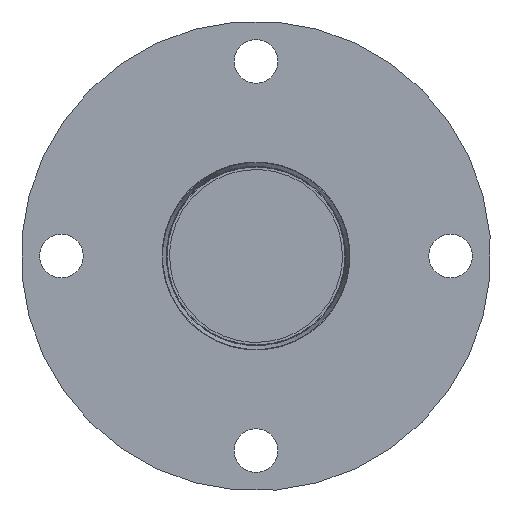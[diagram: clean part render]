
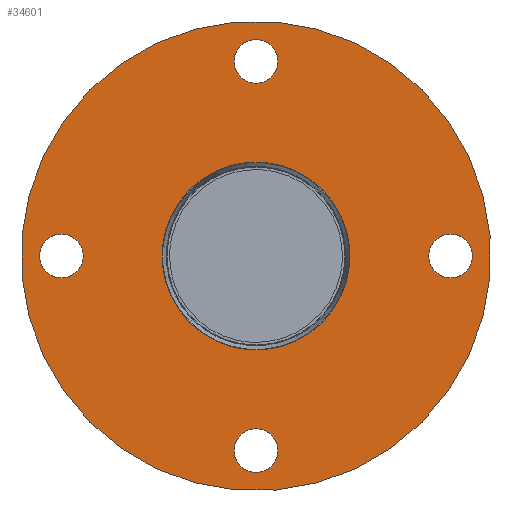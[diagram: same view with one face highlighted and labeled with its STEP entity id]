
A CAD part, front view. The second image highlights one B-rep face of the part: STEP entity #34601.
In plain terms, the highlighted planar face has unit normal (0, -1, 0).
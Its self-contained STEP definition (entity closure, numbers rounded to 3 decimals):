
#452 = CARTESIAN_POINT ( 'NONE',  ( 58., -20., 0. ) ) ;
#702 = EDGE_CURVE ( 'NONE', #3753, #12965, #5604, .T. ) ;
#835 = AXIS2_PLACEMENT_3D ( 'NONE', #14141, #17341, #33777 ) ;
#855 = VERTEX_POINT ( 'NONE', #27945 ) ;
#1063 = EDGE_CURVE ( 'NONE', #11023, #27690, #36024, .T. ) ;
#1410 = ORIENTED_EDGE ( 'NONE', *, *, #15394, .F. ) ;
#1896 = VERTEX_POINT ( 'NONE', #29674 ) ;
#2456 = CARTESIAN_POINT ( 'NONE',  ( 0., -20., 58. ) ) ;
#2858 = FACE_BOUND ( 'NONE', #12027, .T. ) ;
#3164 = AXIS2_PLACEMENT_3D ( 'NONE', #38770, #42115, #32555 ) ;
#3753 = VERTEX_POINT ( 'NONE', #32848 ) ;
#4103 = CARTESIAN_POINT ( 'NONE',  ( -58., -20., 0. ) ) ;
#4314 = ORIENTED_EDGE ( 'NONE', *, *, #1063, .F. ) ;
#4359 = AXIS2_PLACEMENT_3D ( 'NONE', #36512, #16905, #13571 ) ;
#5055 = ORIENTED_EDGE ( 'NONE', *, *, #34977, .F. ) ;
#5570 = EDGE_LOOP ( 'NONE', ( #12048, #17316 ) ) ;
#5604 = CIRCLE ( 'NONE', #4359, 6.5 ) ;
#5756 = AXIS2_PLACEMENT_3D ( 'NONE', #28181, #8469, #18415 ) ;
#5846 = ORIENTED_EDGE ( 'NONE', *, *, #22042, .F. ) ;
#5950 = FACE_BOUND ( 'NONE', #20041, .T. ) ;
#6079 = AXIS2_PLACEMENT_3D ( 'NONE', #22982, #9734, #26568 ) ;
#7864 = DIRECTION ( 'NONE',  ( 0., -1., 0. ) ) ;
#7991 = FACE_BOUND ( 'NONE', #23809, .T. ) ;
#8469 = DIRECTION ( 'NONE',  ( 0., -1., 0. ) ) ;
#8498 = FACE_BOUND ( 'NONE', #35880, .T. ) ;
#9734 = DIRECTION ( 'NONE',  ( 0., 1., 0. ) ) ;
#10214 = AXIS2_PLACEMENT_3D ( 'NONE', #27492, #10951, #14384 ) ;
#10241 = CIRCLE ( 'NONE', #18043, 70. ) ;
#10374 = DIRECTION ( 'NONE',  ( -0.707, 0., -0.707 ) ) ;
#10865 = DIRECTION ( 'NONE',  ( 0., -1., 0. ) ) ;
#10951 = DIRECTION ( 'NONE',  ( 0., 1., 0. ) ) ;
#11023 = VERTEX_POINT ( 'NONE', #17243 ) ;
#12027 = EDGE_LOOP ( 'NONE', ( #30463, #20283 ) ) ;
#12048 = ORIENTED_EDGE ( 'NONE', *, *, #25432, .F. ) ;
#12357 = DIRECTION ( 'NONE',  ( 0., -1., 0. ) ) ;
#12385 = DIRECTION ( 'NONE',  ( 0., -1., 0. ) ) ;
#12555 = AXIS2_PLACEMENT_3D ( 'NONE', #25597, #38860, #25035 ) ;
#12965 = VERTEX_POINT ( 'NONE', #17420 ) ;
#13571 = DIRECTION ( 'NONE',  ( -0.707, 0., -0.707 ) ) ;
#14141 = CARTESIAN_POINT ( 'NONE',  ( 0., -20., 0. ) ) ;
#14346 = EDGE_CURVE ( 'NONE', #12965, #3753, #31472, .T. ) ;
#14384 = DIRECTION ( 'NONE',  ( 0.707, 0., 0.707 ) ) ;
#15175 = ORIENTED_EDGE ( 'NONE', *, *, #14346, .F. ) ;
#15394 = EDGE_CURVE ( 'NONE', #855, #40308, #28911, .T. ) ;
#15483 = CARTESIAN_POINT ( 'NONE',  ( 0., -20., 0. ) ) ;
#15499 = CARTESIAN_POINT ( 'NONE',  ( 19.799, -20., 19.799 ) ) ;
#15782 = CIRCLE ( 'NONE', #10214, 28. ) ;
#16217 = AXIS2_PLACEMENT_3D ( 'NONE', #452, #26787, #10374 ) ;
#16227 = CIRCLE ( 'NONE', #12555, 6.5 ) ;
#16905 = DIRECTION ( 'NONE',  ( 0., -1., 0. ) ) ;
#17243 = CARTESIAN_POINT ( 'NONE',  ( 53.404, -20., -4.596 ) ) ;
#17316 = ORIENTED_EDGE ( 'NONE', *, *, #17406, .F. ) ;
#17341 = DIRECTION ( 'NONE',  ( 0., 1., 0. ) ) ;
#17406 = EDGE_CURVE ( 'NONE', #1896, #27049, #25792, .T. ) ;
#17420 = CARTESIAN_POINT ( 'NONE',  ( -62.596, -20., -4.596 ) ) ;
#18043 = AXIS2_PLACEMENT_3D ( 'NONE', #15483, #35081, #41300 ) ;
#18089 = CIRCLE ( 'NONE', #19971, 6.5 ) ;
#18415 = DIRECTION ( 'NONE',  ( -0.707, 0., -0.707 ) ) ;
#19311 = PLANE ( 'NONE',  #3164 ) ;
#19892 = EDGE_LOOP ( 'NONE', ( #15175, #37314 ) ) ;
#19971 = AXIS2_PLACEMENT_3D ( 'NONE', #40036, #7864, #37417 ) ;
#20041 = EDGE_LOOP ( 'NONE', ( #1410, #5846 ) ) ;
#20283 = ORIENTED_EDGE ( 'NONE', *, *, #41805, .F. ) ;
#20769 = AXIS2_PLACEMENT_3D ( 'NONE', #32133, #12385, #35448 ) ;
#21234 = CARTESIAN_POINT ( 'NONE',  ( 4.596, -20., 62.596 ) ) ;
#21885 = DIRECTION ( 'NONE',  ( -0.707, 0., -0.707 ) ) ;
#22042 = EDGE_CURVE ( 'NONE', #40308, #855, #33565, .T. ) ;
#22982 = CARTESIAN_POINT ( 'NONE',  ( 0., -20., 0. ) ) ;
#23556 = AXIS2_PLACEMENT_3D ( 'NONE', #2456, #12357, #21885 ) ;
#23809 = EDGE_LOOP ( 'NONE', ( #28006, #28251 ) ) ;
#24122 = DIRECTION ( 'NONE',  ( -0.707, 0., -0.707 ) ) ;
#24785 = CIRCLE ( 'NONE', #23556, 6.5 ) ;
#25035 = DIRECTION ( 'NONE',  ( -0.707, 0., -0.707 ) ) ;
#25432 = EDGE_CURVE ( 'NONE', #27049, #1896, #10241, .T. ) ;
#25597 = CARTESIAN_POINT ( 'NONE',  ( 58., -20., 0. ) ) ;
#25624 = CIRCLE ( 'NONE', #835, 28. ) ;
#25792 = CIRCLE ( 'NONE', #6079, 70. ) ;
#26568 = DIRECTION ( 'NONE',  ( 0.707, 0., 0.707 ) ) ;
#26787 = DIRECTION ( 'NONE',  ( 0., -1., 0. ) ) ;
#27049 = VERTEX_POINT ( 'NONE', #36361 ) ;
#27492 = CARTESIAN_POINT ( 'NONE',  ( 0., -20., 0. ) ) ;
#27690 = VERTEX_POINT ( 'NONE', #31464 ) ;
#27945 = CARTESIAN_POINT ( 'NONE',  ( -4.596, -20., -62.596 ) ) ;
#28006 = ORIENTED_EDGE ( 'NONE', *, *, #32996, .T. ) ;
#28181 = CARTESIAN_POINT ( 'NONE',  ( 0., -20., -58. ) ) ;
#28251 = ORIENTED_EDGE ( 'NONE', *, *, #31797, .T. ) ;
#28865 = AXIS2_PLACEMENT_3D ( 'NONE', #4103, #10865, #24122 ) ;
#28911 = CIRCLE ( 'NONE', #5756, 6.5 ) ;
#29349 = VERTEX_POINT ( 'NONE', #15499 ) ;
#29674 = CARTESIAN_POINT ( 'NONE',  ( 49.497, -20., 49.497 ) ) ;
#30290 = CARTESIAN_POINT ( 'NONE',  ( -19.799, -20., -19.799 ) ) ;
#30463 = ORIENTED_EDGE ( 'NONE', *, *, #42065, .F. ) ;
#30782 = CARTESIAN_POINT ( 'NONE',  ( -4.596, -20., 53.404 ) ) ;
#31319 = VERTEX_POINT ( 'NONE', #30782 ) ;
#31464 = CARTESIAN_POINT ( 'NONE',  ( 62.596, -20., 4.596 ) ) ;
#31472 = CIRCLE ( 'NONE', #28865, 6.5 ) ;
#31797 = EDGE_CURVE ( 'NONE', #29349, #37562, #25624, .T. ) ;
#32078 = CARTESIAN_POINT ( 'NONE',  ( 4.596, -20., -53.404 ) ) ;
#32133 = CARTESIAN_POINT ( 'NONE',  ( 0., -20., -58. ) ) ;
#32555 = DIRECTION ( 'NONE',  ( 0.707, 0., 0.707 ) ) ;
#32848 = CARTESIAN_POINT ( 'NONE',  ( -53.404, -20., 4.596 ) ) ;
#32996 = EDGE_CURVE ( 'NONE', #37562, #29349, #15782, .T. ) ;
#33565 = CIRCLE ( 'NONE', #20769, 6.5 ) ;
#33777 = DIRECTION ( 'NONE',  ( 0.707, 0., 0.707 ) ) ;
#34601 = ADVANCED_FACE ( 'NONE', ( #41526, #7991, #5950, #2858, #8498, #42073 ), #19311, .F. ) ;
#34977 = EDGE_CURVE ( 'NONE', #27690, #11023, #16227, .T. ) ;
#35081 = DIRECTION ( 'NONE',  ( 0., 1., 0. ) ) ;
#35448 = DIRECTION ( 'NONE',  ( -0.707, 0., -0.707 ) ) ;
#35880 = EDGE_LOOP ( 'NONE', ( #4314, #5055 ) ) ;
#36024 = CIRCLE ( 'NONE', #16217, 6.5 ) ;
#36361 = CARTESIAN_POINT ( 'NONE',  ( -49.497, -20., -49.497 ) ) ;
#36512 = CARTESIAN_POINT ( 'NONE',  ( -58., -20., 0. ) ) ;
#37314 = ORIENTED_EDGE ( 'NONE', *, *, #702, .F. ) ;
#37417 = DIRECTION ( 'NONE',  ( -0.707, 0., -0.707 ) ) ;
#37562 = VERTEX_POINT ( 'NONE', #30290 ) ;
#37824 = VERTEX_POINT ( 'NONE', #21234 ) ;
#38770 = CARTESIAN_POINT ( 'NONE',  ( 0., -20., 0. ) ) ;
#38860 = DIRECTION ( 'NONE',  ( 0., -1., 0. ) ) ;
#40036 = CARTESIAN_POINT ( 'NONE',  ( 0., -20., 58. ) ) ;
#40308 = VERTEX_POINT ( 'NONE', #32078 ) ;
#41300 = DIRECTION ( 'NONE',  ( 0.707, 0., 0.707 ) ) ;
#41526 = FACE_OUTER_BOUND ( 'NONE', #5570, .T. ) ;
#41805 = EDGE_CURVE ( 'NONE', #37824, #31319, #24785, .T. ) ;
#42065 = EDGE_CURVE ( 'NONE', #31319, #37824, #18089, .T. ) ;
#42073 = FACE_BOUND ( 'NONE', #19892, .T. ) ;
#42115 = DIRECTION ( 'NONE',  ( 0., 1., 0. ) ) ;
